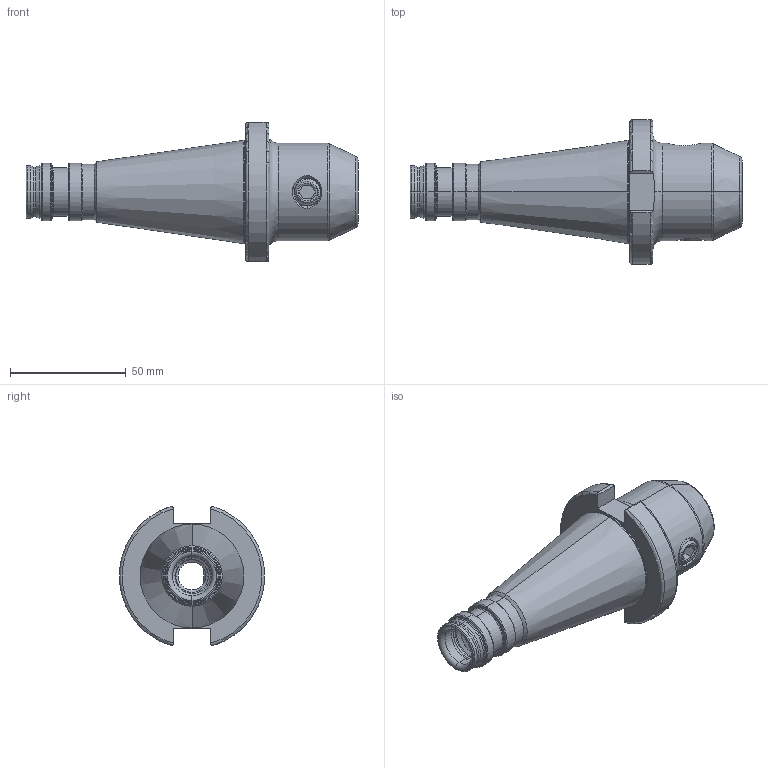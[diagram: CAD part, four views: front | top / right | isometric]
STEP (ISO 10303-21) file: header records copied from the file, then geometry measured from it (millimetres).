
FILE_DESCRIPTION (( 'STEP AP203' ), '1' );
FILE_NAME ('401.04.12.STEP', '2016-11-26T04:37:54', ( '' ), ( '' ), 'SwSTEP 2.0', 'SolidWorks 2012', '' );
FILE_SCHEMA (( 'CONFIG_CONTROL_DESIGN' ));
Length unit declared in the file: millimetre
Products named in the file (3): 側固12_M12x1.75_16L; 401.04.12
Assembly tree (2 placements, depth 2):
  401.04.12
    401.04.12
    側固12_M12x1.75_16L
Bounding box: 143.4 x 62.57 x 60.15 mm (x, y, z)
Volume: 132768.3 mm3; surface area: 29318.4 mm2
Topology: 2 solids, 2 shells, 199 faces, 508 edges, 317 vertices
Faces by surface type: cylinder 82, torus 36, cone 32, plane 27, bspline 20, sphere 2
Entity records: 18259 total; most frequent: CARTESIAN_POINT 13652, ORIENTED_EDGE 1012, DIRECTION 802, EDGE_CURVE 506, AXIS2_PLACEMENT_3D 329, VERTEX_POINT 317, EDGE_LOOP 209, ADVANCED_FACE 199
